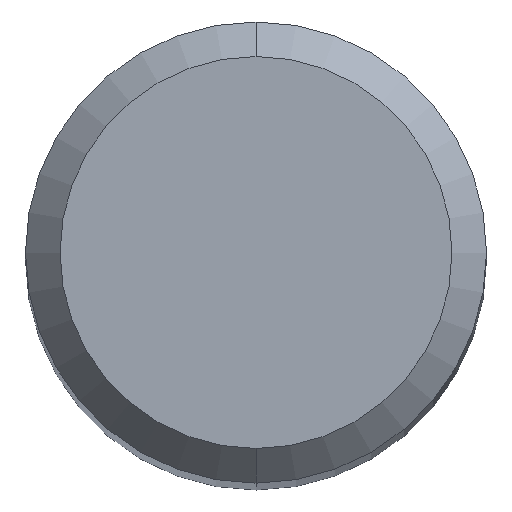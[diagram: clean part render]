
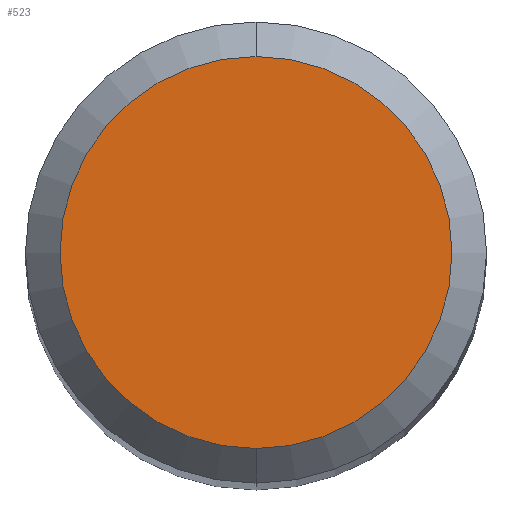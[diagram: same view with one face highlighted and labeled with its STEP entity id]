
A CAD part, top view. The second image highlights one B-rep face of the part: STEP entity #523.
In plain terms, the highlighted planar face has unit normal (0, 0, 1).
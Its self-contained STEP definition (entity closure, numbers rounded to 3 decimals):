
#521=EDGE_CURVE('',#581,#1031,#1308,.T.);
#523=ADVANCED_FACE('',(#1310),#1311,.T.);
#581=VERTEX_POINT('',#1374);
#1031=VERTEX_POINT('',#1863);
#1049=EDGE_CURVE('',#1031,#581,#1881,.T.);
#1308=CIRCLE('',#2335,1.7);
#1310=FACE_OUTER_BOUND('',#2337,.T.);
#1311=PLANE('',#2338);
#1374=CARTESIAN_POINT('',(0.,-1.7,0.0));
#1863=CARTESIAN_POINT('',(0.0,1.7,0.0));
#1881=CIRCLE('',#4722,1.7);
#2335=AXIS2_PLACEMENT_3D('',#5203,#5204,#5205);
#2337=EDGE_LOOP('',(#5207,#5208));
#2338=AXIS2_PLACEMENT_3D('',#5209,#5210,#5211);
#4722=AXIS2_PLACEMENT_3D('',#5816,#5817,#5818);
#5203=CARTESIAN_POINT('',(0.0,0.0,0.0));
#5204=DIRECTION('',(0.0,0.0,-1.0));
#5205=DIRECTION('',(0.0,1.0,0.0));
#5207=ORIENTED_EDGE('',*,*,#1049,.F.);
#5208=ORIENTED_EDGE('',*,*,#521,.F.);
#5209=CARTESIAN_POINT('',(0.0,0.85,0.0));
#5210=DIRECTION('',(-0.0,0.0,1.0));
#5211=DIRECTION('',(0.0,-1.0,0.0));
#5816=CARTESIAN_POINT('',(0.0,0.0,0.0));
#5817=DIRECTION('',(0.0,0.0,-1.0));
#5818=DIRECTION('',(0.0,1.0,0.0));
